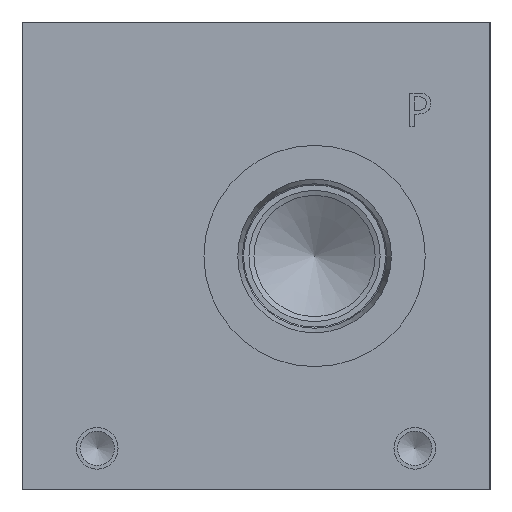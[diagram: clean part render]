
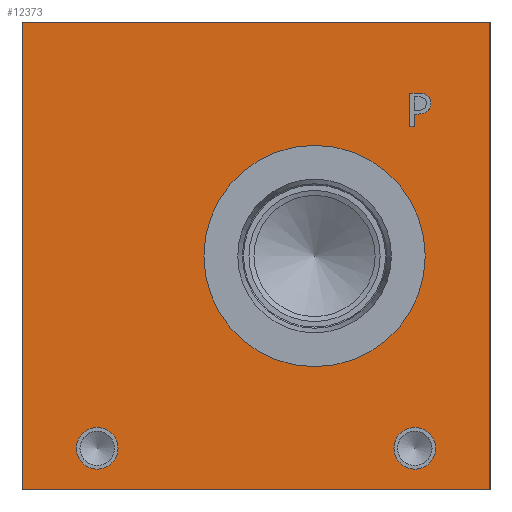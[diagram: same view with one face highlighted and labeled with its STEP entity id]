
A CAD part, left-side view. The second image highlights one B-rep face of the part: STEP entity #12373.
In plain terms, the highlighted planar face has unit normal (-1, 0, 0).
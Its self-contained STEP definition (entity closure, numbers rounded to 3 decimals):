
#333=CIRCLE('',#12862,21.019);
#334=CIRCLE('',#12863,21.019);
#335=CIRCLE('',#12864,3.962);
#336=CIRCLE('',#12865,3.962);
#337=CIRCLE('',#12866,3.962);
#338=CIRCLE('',#12867,3.962);
#955=B_SPLINE_CURVE_WITH_KNOTS('',2,(#20854,#20855,#20856,#20857),
 .UNSPECIFIED.,.F.,.F.,(3,1,3),(0.,1.,2.),.UNSPECIFIED.);
#957=B_SPLINE_CURVE_WITH_KNOTS('',2,(#20875,#20876,#20877,#20878),
 .UNSPECIFIED.,.F.,.F.,(3,1,3),(0.,1.,2.),.UNSPECIFIED.);
#959=B_SPLINE_CURVE_WITH_KNOTS('',2,(#20924,#20925,#20926,#20927),
 .UNSPECIFIED.,.F.,.F.,(3,1,3),(0.,1.,2.),.UNSPECIFIED.);
#961=B_SPLINE_CURVE_WITH_KNOTS('',2,(#20942,#20943,#20944,#20945),
 .UNSPECIFIED.,.F.,.F.,(3,1,3),(0.,1.,2.),.UNSPECIFIED.);
#1008=FACE_BOUND('',#2233,.T.);
#1009=FACE_BOUND('',#2234,.T.);
#1010=FACE_BOUND('',#2235,.T.);
#1011=FACE_BOUND('',#2236,.T.);
#1542=FACE_OUTER_BOUND('',#2232,.T.);
#2232=EDGE_LOOP('',(#10230,#10231,#10232,#10233));
#2233=EDGE_LOOP('',(#10234,#10235));
#2234=EDGE_LOOP('',(#10236,#10237));
#2235=EDGE_LOOP('',(#10238,#10239));
#2236=EDGE_LOOP('',(#10240,#10241,#10242,#10243,#10244,#10245,#10246,#10247,
#10248));
#2483=LINE('',#15958,#3587);
#3396=LINE('',#20887,#4500);
#3399=LINE('',#20893,#4503);
#3402=LINE('',#20899,#4506);
#3405=LINE('',#20905,#4509);
#3408=LINE('',#20911,#4512);
#3412=LINE('',#20953,#4516);
#3413=LINE('',#20955,#4517);
#3414=LINE('',#20956,#4518);
#3587=VECTOR('',#13356,10.);
#4500=VECTOR('',#14855,10.);
#4503=VECTOR('',#14860,10.);
#4506=VECTOR('',#14865,10.);
#4509=VECTOR('',#14870,10.);
#4512=VECTOR('',#14875,10.);
#4516=VECTOR('',#14883,10.);
#4517=VECTOR('',#14884,10.);
#4518=VECTOR('',#14885,10.);
#4677=VERTEX_POINT('',#15951);
#4680=VERTEX_POINT('',#15956);
#5533=VERTEX_POINT('',#20852);
#5534=VERTEX_POINT('',#20853);
#5537=VERTEX_POINT('',#20874);
#5539=VERTEX_POINT('',#20886);
#5541=VERTEX_POINT('',#20892);
#5543=VERTEX_POINT('',#20898);
#5545=VERTEX_POINT('',#20904);
#5547=VERTEX_POINT('',#20910);
#5549=VERTEX_POINT('',#20923);
#5551=VERTEX_POINT('',#20952);
#5552=VERTEX_POINT('',#20954);
#5553=VERTEX_POINT('',#20957);
#5554=VERTEX_POINT('',#20958);
#5555=VERTEX_POINT('',#20961);
#5556=VERTEX_POINT('',#20962);
#5557=VERTEX_POINT('',#20965);
#5558=VERTEX_POINT('',#20966);
#5889=EDGE_CURVE('',#4677,#4680,#2483,.T.);
#7163=EDGE_CURVE('',#5533,#5534,#955,.T.);
#7167=EDGE_CURVE('',#5537,#5533,#957,.T.);
#7170=EDGE_CURVE('',#5539,#5537,#3396,.T.);
#7173=EDGE_CURVE('',#5541,#5539,#3399,.T.);
#7176=EDGE_CURVE('',#5543,#5541,#3402,.T.);
#7179=EDGE_CURVE('',#5545,#5543,#3405,.T.);
#7182=EDGE_CURVE('',#5547,#5545,#3408,.T.);
#7185=EDGE_CURVE('',#5549,#5547,#959,.T.);
#7188=EDGE_CURVE('',#5534,#5549,#961,.T.);
#7190=EDGE_CURVE('',#5551,#4677,#3412,.T.);
#7191=EDGE_CURVE('',#5552,#4680,#3413,.T.);
#7192=EDGE_CURVE('',#5551,#5552,#3414,.T.);
#7193=EDGE_CURVE('',#5553,#5554,#333,.T.);
#7194=EDGE_CURVE('',#5554,#5553,#334,.T.);
#7195=EDGE_CURVE('',#5555,#5556,#335,.T.);
#7196=EDGE_CURVE('',#5556,#5555,#336,.T.);
#7197=EDGE_CURVE('',#5557,#5558,#337,.T.);
#7198=EDGE_CURVE('',#5558,#5557,#338,.T.);
#10230=ORIENTED_EDGE('',*,*,#7190,.T.);
#10231=ORIENTED_EDGE('',*,*,#5889,.T.);
#10232=ORIENTED_EDGE('',*,*,#7191,.F.);
#10233=ORIENTED_EDGE('',*,*,#7192,.F.);
#10234=ORIENTED_EDGE('',*,*,#7193,.T.);
#10235=ORIENTED_EDGE('',*,*,#7194,.T.);
#10236=ORIENTED_EDGE('',*,*,#7195,.T.);
#10237=ORIENTED_EDGE('',*,*,#7196,.T.);
#10238=ORIENTED_EDGE('',*,*,#7197,.T.);
#10239=ORIENTED_EDGE('',*,*,#7198,.T.);
#10240=ORIENTED_EDGE('',*,*,#7163,.T.);
#10241=ORIENTED_EDGE('',*,*,#7188,.T.);
#10242=ORIENTED_EDGE('',*,*,#7185,.T.);
#10243=ORIENTED_EDGE('',*,*,#7182,.T.);
#10244=ORIENTED_EDGE('',*,*,#7179,.T.);
#10245=ORIENTED_EDGE('',*,*,#7176,.T.);
#10246=ORIENTED_EDGE('',*,*,#7173,.T.);
#10247=ORIENTED_EDGE('',*,*,#7170,.T.);
#10248=ORIENTED_EDGE('',*,*,#7167,.T.);
#11386=PLANE('',#12861);
#12373=ADVANCED_FACE('',(#1542,#1008,#1009,#1010,#1011),#11386,.T.);
#12861=AXIS2_PLACEMENT_3D('',#20951,#14881,#14882);
#12862=AXIS2_PLACEMENT_3D('',#20959,#14886,#14887);
#12863=AXIS2_PLACEMENT_3D('',#20960,#14888,#14889);
#12864=AXIS2_PLACEMENT_3D('',#20963,#14890,#14891);
#12865=AXIS2_PLACEMENT_3D('',#20964,#14892,#14893);
#12866=AXIS2_PLACEMENT_3D('',#20967,#14894,#14895);
#12867=AXIS2_PLACEMENT_3D('',#20968,#14896,#14897);
#13356=DIRECTION('',(0.,0.,1.));
#14855=DIRECTION('',(0.,-1.,0.));
#14860=DIRECTION('',(0.,0.,1.));
#14865=DIRECTION('',(0.,1.,0.));
#14870=DIRECTION('',(0.,0.,-1.));
#14875=DIRECTION('',(0.,1.,0.));
#14881=DIRECTION('center_axis',(-1.,0.,0.));
#14882=DIRECTION('ref_axis',(0.,-1.,0.));
#14883=DIRECTION('',(0.,-1.,0.));
#14884=DIRECTION('',(0.,-1.,0.));
#14885=DIRECTION('',(0.,0.,1.));
#14886=DIRECTION('center_axis',(1.,0.,0.));
#14887=DIRECTION('ref_axis',(0.,0.,1.));
#14888=DIRECTION('center_axis',(1.,0.,0.));
#14889=DIRECTION('ref_axis',(0.,0.,1.));
#14890=DIRECTION('center_axis',(1.,0.,0.));
#14891=DIRECTION('ref_axis',(0.,1.,0.));
#14892=DIRECTION('center_axis',(1.,0.,0.));
#14893=DIRECTION('ref_axis',(0.,1.,0.));
#14894=DIRECTION('center_axis',(1.,0.,0.));
#14895=DIRECTION('ref_axis',(0.,1.,0.));
#14896=DIRECTION('center_axis',(1.,0.,0.));
#14897=DIRECTION('ref_axis',(0.,1.,0.));
#15951=CARTESIAN_POINT('',(0.,0.,0.));
#15956=CARTESIAN_POINT('',(0.,0.,88.9));
#15958=CARTESIAN_POINT('',(0.,0.,0.));
#20852=CARTESIAN_POINT('',(0.,11.974,75.01));
#20853=CARTESIAN_POINT('',(0.,11.218,73.492));
#20854=CARTESIAN_POINT('Ctrl Pts',(0.,11.974,75.01));
#20855=CARTESIAN_POINT('Ctrl Pts',(0.,11.619,74.768));
#20856=CARTESIAN_POINT('Ctrl Pts',(0.,11.218,74.022));
#20857=CARTESIAN_POINT('Ctrl Pts',(0.,11.218,73.492));
#20874=CARTESIAN_POINT('',(0.,13.637,75.406));
#20875=CARTESIAN_POINT('Ctrl Pts',(0.,13.637,75.406));
#20876=CARTESIAN_POINT('Ctrl Pts',(0.,13.071,75.406));
#20877=CARTESIAN_POINT('Ctrl Pts',(0.,12.278,75.221));
#20878=CARTESIAN_POINT('Ctrl Pts',(0.,11.974,75.01));
#20886=CARTESIAN_POINT('',(0.,15.232,75.406));
#20887=CARTESIAN_POINT('',(0.,52.066,75.406));
#20892=CARTESIAN_POINT('',(0.,15.232,69.056));
#20893=CARTESIAN_POINT('',(0.,15.232,34.528));
#20898=CARTESIAN_POINT('',(0.,14.388,69.056));
#20899=CARTESIAN_POINT('',(0.,51.644,69.056));
#20904=CARTESIAN_POINT('',(0.,14.388,71.423));
#20905=CARTESIAN_POINT('',(0.,14.388,35.712));
#20910=CARTESIAN_POINT('',(0.,13.673,71.423));
#20911=CARTESIAN_POINT('',(0.,51.286,71.423));
#20923=CARTESIAN_POINT('',(0.,11.774,72.082));
#20924=CARTESIAN_POINT('Ctrl Pts',(0.,11.774,72.082));
#20925=CARTESIAN_POINT('Ctrl Pts',(0.,12.103,71.758));
#20926=CARTESIAN_POINT('Ctrl Pts',(0.,12.993,71.423));
#20927=CARTESIAN_POINT('Ctrl Pts',(0.,13.673,71.423));
#20942=CARTESIAN_POINT('Ctrl Pts',(0.,11.218,73.492));
#20943=CARTESIAN_POINT('Ctrl Pts',(0.,11.218,73.08));
#20944=CARTESIAN_POINT('Ctrl Pts',(0.,11.511,72.339));
#20945=CARTESIAN_POINT('Ctrl Pts',(0.,11.774,72.082));
#20951=CARTESIAN_POINT('Origin',(0.,88.9,0.));
#20952=CARTESIAN_POINT('',(0.,88.9,0.));
#20953=CARTESIAN_POINT('',(0.,88.9,0.));
#20954=CARTESIAN_POINT('',(0.,88.9,88.9));
#20955=CARTESIAN_POINT('',(0.,88.9,88.9));
#20956=CARTESIAN_POINT('',(0.,88.9,0.));
#20957=CARTESIAN_POINT('',(0.,33.325,65.469));
#20958=CARTESIAN_POINT('',(0.,33.325,23.432));
#20959=CARTESIAN_POINT('Origin',(0.,33.325,44.45));
#20960=CARTESIAN_POINT('Origin',(0.,33.325,44.45));
#20961=CARTESIAN_POINT('',(0.,18.237,7.925));
#20962=CARTESIAN_POINT('',(0.,10.312,7.925));
#20963=CARTESIAN_POINT('Origin',(0.,14.275,7.925));
#20964=CARTESIAN_POINT('Origin',(0.,14.275,7.925));
#20965=CARTESIAN_POINT('',(0.,78.588,7.925));
#20966=CARTESIAN_POINT('',(0.,70.663,7.925));
#20967=CARTESIAN_POINT('Origin',(0.,74.625,7.925));
#20968=CARTESIAN_POINT('Origin',(0.,74.625,7.925));
